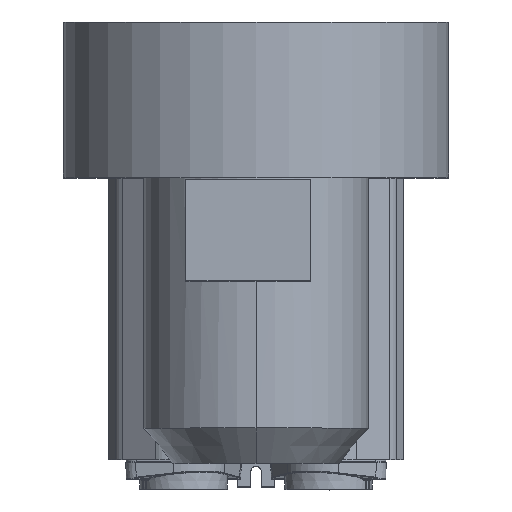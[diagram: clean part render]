
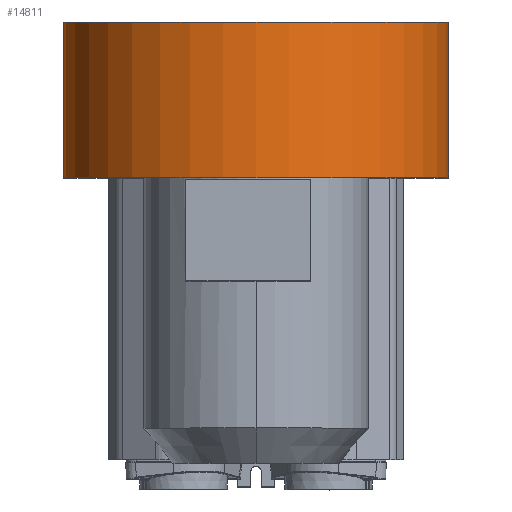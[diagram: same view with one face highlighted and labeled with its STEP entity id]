
A CAD part, top view. The second image highlights one B-rep face of the part: STEP entity #14811.
In plain terms, the highlighted cylindrical face has radius 275 mm (diameter 550 mm), a partial arc.
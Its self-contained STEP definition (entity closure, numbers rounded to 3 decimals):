
#2309=CARTESIAN_POINT('',(0.,-138.3,0.));
#2310=DIRECTION('',(0.,1.,0.));
#2311=DIRECTION('',(-1.,0.,0.));
#2312=AXIS2_PLACEMENT_3D('',#2309,#2310,#2311);
#2483=DIRECTION('',(0.,-1.,0.));
#2484=VECTOR('',#2483,222.3);
#2485=CARTESIAN_POINT('',(-275.,84.,0.));
#2486=LINE('',#2485,#2484);
#2588=CARTESIAN_POINT('',(0.,84.,0.));
#2589=DIRECTION('',(0.,1.,0.));
#2590=DIRECTION('',(-1.,0.,0.));
#2591=AXIS2_PLACEMENT_3D('',#2588,#2589,#2590);
#2593=DIRECTION('',(0.,-1.,0.));
#2594=VECTOR('',#2593,222.3);
#2595=CARTESIAN_POINT('',(275.,84.,0.));
#2596=LINE('',#2595,#2594);
#8474=CARTESIAN_POINT('',(-275.,-138.3,0.));
#8475=VERTEX_POINT('',#8474);
#8476=CARTESIAN_POINT('',(275.,-138.3,0.));
#8477=VERTEX_POINT('',#8476);
#9812=CARTESIAN_POINT('',(275.,84.,0.));
#9813=CARTESIAN_POINT('',(-275.,84.,0.));
#9814=VERTEX_POINT('',#9812);
#9815=VERTEX_POINT('',#9813);
#14800=CARTESIAN_POINT('',(0.,65.,0.));
#14801=DIRECTION('',(0.,1.,0.));
#14802=DIRECTION('',(-1.,0.,0.));
#14803=AXIS2_PLACEMENT_3D('',#14800,#14801,#14802);
#14804=CYLINDRICAL_SURFACE('',#14803,275.);
#14805=ORIENTED_EDGE('',*,*,#14777,.T.);
#14806=ORIENTED_EDGE('',*,*,#14766,.T.);
#14807=ORIENTED_EDGE('',*,*,#14529,.F.);
#14808=ORIENTED_EDGE('',*,*,#14714,.F.);
#14809=EDGE_LOOP('',(#14805,#14806,#14807,#14808));
#14810=FACE_OUTER_BOUND('',#14809,.F.);
#14811=ADVANCED_FACE('',(#14810),#14804,.T.);
#2313=CIRCLE('',#2312,275.);
#2592=CIRCLE('',#2591,275.);
#14529=EDGE_CURVE('',#8475,#8477,#2313,.T.);
#14714=EDGE_CURVE('',#9815,#8475,#2486,.T.);
#14766=EDGE_CURVE('',#9814,#8477,#2596,.T.);
#14777=EDGE_CURVE('',#9815,#9814,#2592,.T.);
